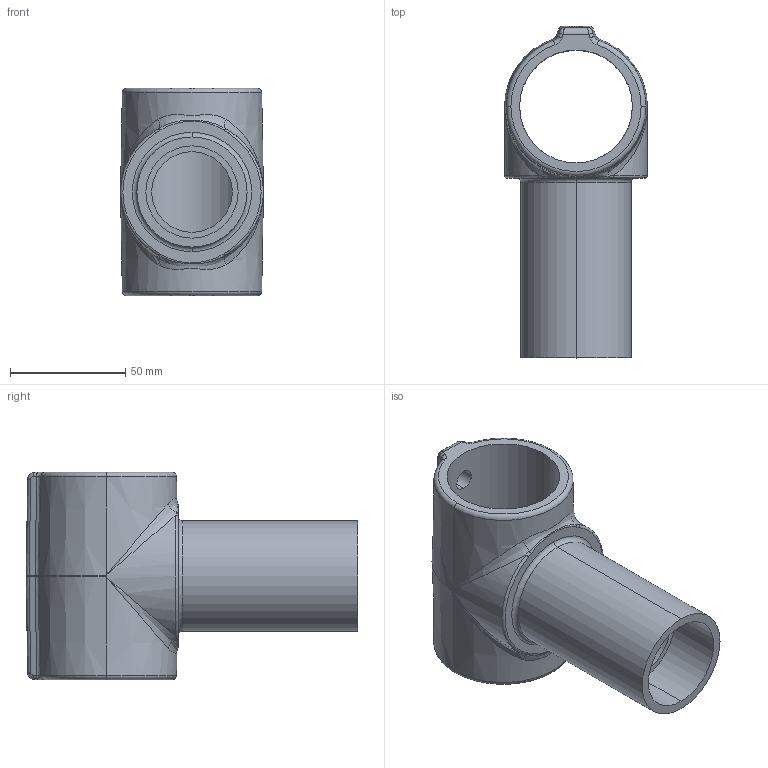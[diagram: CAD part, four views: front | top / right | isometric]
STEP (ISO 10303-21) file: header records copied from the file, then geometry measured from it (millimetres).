
FILE_DESCRIPTION (( 'STEP AP203' ), '1' );
FILE_NAME ('T194030.STEP', '2018-07-11T15:11:21', ( '' ), ( '' ), 'SwSTEP 2.0', 'SolidWorks 2016', '' );
FILE_SCHEMA (( 'CONFIG_CONTROL_DESIGN' ));
Length unit declared in the file: millimetre
Products named in the file (1): T194030
Bounding box: 62 x 144 x 90 mm (x, y, z)
Volume: 159501.4 mm3; surface area: 54959.9 mm2
Topology: 1 solids, 1 shells, 110 faces, 258 edges, 148 vertices
Faces by surface type: bspline 46, cylinder 30, torus 16, plane 12, cone 6
Entity records: 6554 total; most frequent: CARTESIAN_POINT 4358, ORIENTED_EDGE 508, DIRECTION 354, EDGE_CURVE 254, AXIS2_PLACEMENT_3D 155, VERTEX_POINT 148, EDGE_LOOP 120, FACE_OUTER_BOUND 110
